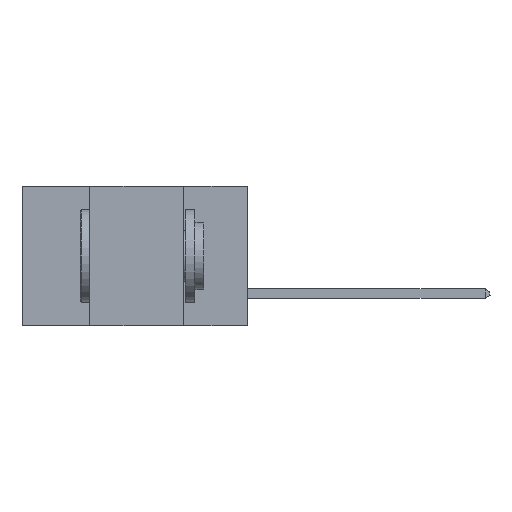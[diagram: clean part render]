
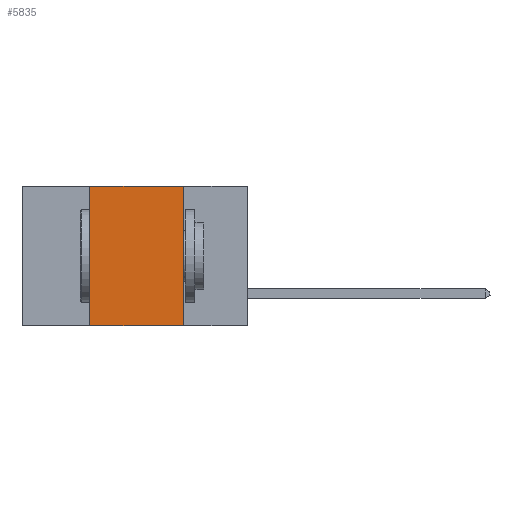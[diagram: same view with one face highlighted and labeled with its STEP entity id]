
A CAD part, left-side view. The second image highlights one B-rep face of the part: STEP entity #5835.
In plain terms, the highlighted planar face has unit normal (-1, 0, 0).
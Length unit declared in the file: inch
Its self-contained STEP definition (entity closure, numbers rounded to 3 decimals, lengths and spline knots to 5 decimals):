
#316 = PLANE ( 'NONE',  #12311 ) ;
#488 = CARTESIAN_POINT ( 'NONE',  ( 0., 0.6, -0.37 ) ) ;
#1163 = VECTOR ( 'NONE', #8712, 39.37008 ) ;
#1293 = DIRECTION ( 'NONE',  ( 0., 0., 1. ) ) ;
#3303 = CARTESIAN_POINT ( 'NONE',  ( 0., 0.17, 0. ) ) ;
#3570 = DIRECTION ( 'NONE',  ( 1., 0., 0. ) ) ;
#4297 = CARTESIAN_POINT ( 'NONE',  ( 0., 0.17, 0. ) ) ;
#4576 = CARTESIAN_POINT ( 'NONE',  ( 0., 0.42, -0.37 ) ) ;
#5662 = DIRECTION ( 'NONE',  ( 0., -1., 0. ) ) ;
#5670 = VECTOR ( 'NONE', #5662, 39.37008 ) ;
#5682 = ORIENTED_EDGE ( 'NONE', *, *, #20384, .F. ) ;
#5835 = ADVANCED_FACE ( 'NONE', ( #17467 ), #316, .F. ) ;
#7466 = EDGE_CURVE ( 'NONE', #9740, #9234, #18916, .T. ) ;
#8195 = DIRECTION ( 'NONE',  ( 0., 0., -1. ) ) ;
#8530 = DIRECTION ( 'NONE',  ( 0., 0., -1. ) ) ;
#8712 = DIRECTION ( 'NONE',  ( 0., -1., 0. ) ) ;
#9234 = VERTEX_POINT ( 'NONE', #18488 ) ;
#9682 = CARTESIAN_POINT ( 'NONE',  ( 0., 0.42, 0. ) ) ;
#9740 = VERTEX_POINT ( 'NONE', #4576 ) ;
#9822 = LINE ( 'NONE', #10715, #19945 ) ;
#10484 = LINE ( 'NONE', #16980, #5670 ) ;
#10715 = CARTESIAN_POINT ( 'NONE',  ( 0., 0.42, 0. ) ) ;
#12311 = AXIS2_PLACEMENT_3D ( 'NONE', #19926, #3570, #8530 ) ;
#12734 = ORIENTED_EDGE ( 'NONE', *, *, #15866, .F. ) ;
#14814 = EDGE_CURVE ( 'NONE', #9740, #15559, #9822, .T. ) ;
#15433 = ORIENTED_EDGE ( 'NONE', *, *, #7466, .T. ) ;
#15559 = VERTEX_POINT ( 'NONE', #9682 ) ;
#15841 = VECTOR ( 'NONE', #8195, 39.37008 ) ;
#15866 = EDGE_CURVE ( 'NONE', #18790, #9234, #16853, .T. ) ;
#16216 = EDGE_LOOP ( 'NONE', ( #12734, #5682, #16613, #15433 ) ) ;
#16613 = ORIENTED_EDGE ( 'NONE', *, *, #14814, .F. ) ;
#16853 = LINE ( 'NONE', #3303, #15841 ) ;
#16980 = CARTESIAN_POINT ( 'NONE',  ( 0., 0.6, 0. ) ) ;
#17467 = FACE_OUTER_BOUND ( 'NONE', #16216, .T. ) ;
#18488 = CARTESIAN_POINT ( 'NONE',  ( 0., 0.17, -0.37 ) ) ;
#18790 = VERTEX_POINT ( 'NONE', #4297 ) ;
#18916 = LINE ( 'NONE', #488, #1163 ) ;
#19926 = CARTESIAN_POINT ( 'NONE',  ( 0., 0.6, 0. ) ) ;
#19945 = VECTOR ( 'NONE', #1293, 39.37008 ) ;
#20384 = EDGE_CURVE ( 'NONE', #15559, #18790, #10484, .T. ) ;
